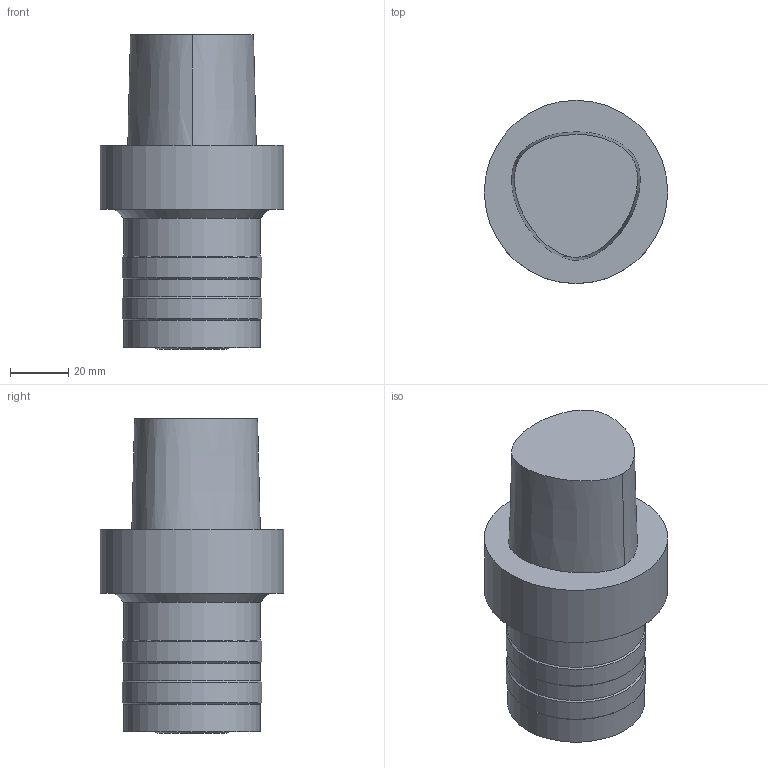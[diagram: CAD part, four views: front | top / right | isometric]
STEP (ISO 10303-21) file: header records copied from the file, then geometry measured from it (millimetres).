
FILE_DESCRIPTION((''),'1');
FILE_NAME('C6-TSL16-70.stp','2010-11-17T00:47:08',(''),(''),'Spatial Interop R18','Kubotek KeyCreator V8.5.1 (14335)',' ');
FILE_SCHEMA(('CONFIG_CONTROL_DESIGN'));
Length unit declared in the file: millimetre
Products named in the file (1): 1
Bounding box: 62.98 x 62.98 x 108 mm (x, y, z)
Volume: 207675.2 mm3; surface area: 22560.9 mm2
Topology: 1 solids, 1 shells, 20 faces, 36 edges, 20 vertices
Faces by surface type: cone 7, cylinder 6, plane 5, bspline 2
Full cylindrical faces by diameter (mm): 47 x3, 48 x2, 62.985 x1
Entity records: 673 total; most frequent: CARTESIAN_POINT 292, DIRECTION 73, ORIENTED_EDGE 46, AXIS2_PLACEMENT_3D 35, EDGE_LOOP 35, FACE_BOUND 27, EDGE_CURVE 23, ADVANCED_FACE 20
